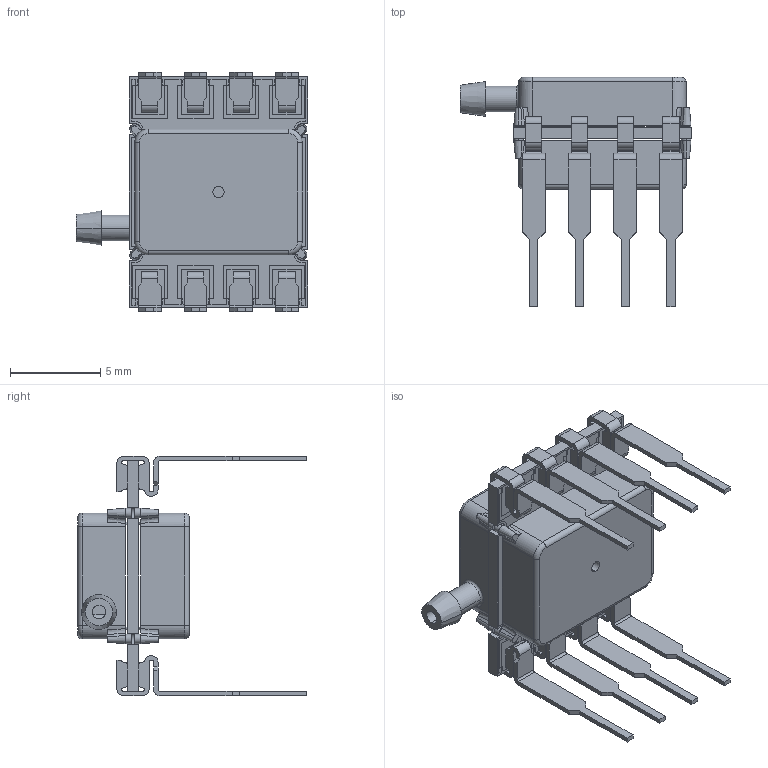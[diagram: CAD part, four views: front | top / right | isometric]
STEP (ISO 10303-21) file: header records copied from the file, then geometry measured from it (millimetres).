
FILE_DESCRIPTION (( 'STEP AP203' ), '1' );
FILE_NAME ('HRND.STEP', '2020-01-31T18:29:44', ( '' ), ( '' ), 'SwSTEP 2.0', 'SolidWorks 2010', '' );
FILE_SCHEMA (( 'CONFIG_CONTROL_DESIGN' ));
Length unit declared in the file: inch
Products named in the file (5): AS01-06-023_DIP for ELV; HRND; ceramic-DIP; AS01-01-044 Rev A; AS01-01-046 Rev B
Assembly tree (11 placements, depth 2):
  HRND
    AS01-01-044 Rev A
    AS01-06-023_DIP for ELV  x8
    ceramic-DIP
    AS01-01-046 Rev B
Bounding box: 12.83 x 12.71 x 13.3 mm (x, y, z)
Volume: 327.5 mm3; surface area: 1531.2 mm2
Topology: 14 solids, 15 shells, 910 faces, 2479 edges, 1629 vertices
Faces by surface type: plane 598, cylinder 230, torus 33, cone 30, bspline 19
Entity records: 19202 total; most frequent: CARTESIAN_POINT 3909, ORIENTED_EDGE 3068, DIRECTION 3014, EDGE_CURVE 1534, LINE 1064, VECTOR 1064, VERTEX_POINT 999, AXIS2_PLACEMENT_3D 975
